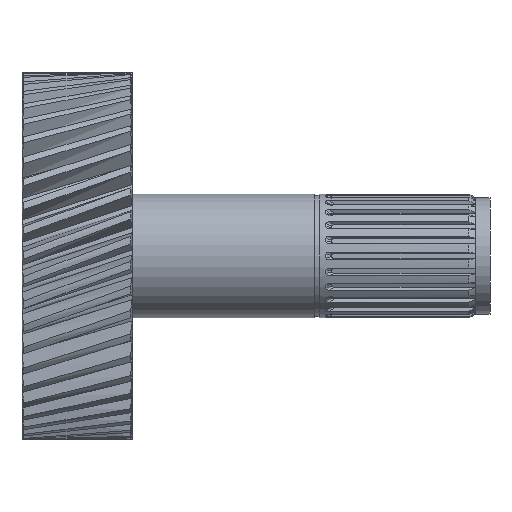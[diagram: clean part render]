
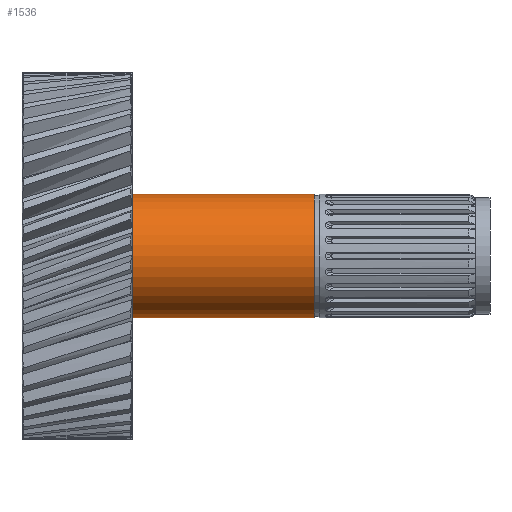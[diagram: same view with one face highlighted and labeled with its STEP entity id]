
A CAD part, left-side view. The second image highlights one B-rep face of the part: STEP entity #1536.
In plain terms, the highlighted cylindrical face has radius 25 mm (diameter 50 mm), a full revolution.
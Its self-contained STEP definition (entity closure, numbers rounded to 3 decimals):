
#1185=FACE_BOUND('',#3101,.T.);
#1186=FACE_BOUND('',#3102,.T.);
#1536=ADVANCED_FACE('',(#1185,#1186),#2111,.T.);
#2111=CYLINDRICAL_SURFACE('',#13060,25.);
#3101=EDGE_LOOP('',(#5804));
#3102=EDGE_LOOP('',(#5805));
#3897=CIRCLE('',#13058,25.);
#3898=CIRCLE('',#13059,25.);
#5804=ORIENTED_EDGE('',*,*,#10109,.T.);
#5805=ORIENTED_EDGE('',*,*,#10110,.F.);
#8540=VERTEX_POINT('',#17986);
#8541=VERTEX_POINT('',#17988);
#10109=EDGE_CURVE('',#8540,#8540,#3897,.T.);
#10110=EDGE_CURVE('',#8541,#8541,#3898,.T.);
#13058=AXIS2_PLACEMENT_3D('',#17985,#15271,#15272);
#13059=AXIS2_PLACEMENT_3D('',#17987,#15273,#15274);
#13060=AXIS2_PLACEMENT_3D('',#17989,#15275,#15276);
#15271=DIRECTION('',(0.,-1.,0.));
#15272=DIRECTION('',(0.,0.,1.));
#15273=DIRECTION('',(0.,-1.,0.));
#15274=DIRECTION('',(0.,0.,-1.));
#15275=DIRECTION('',(0.,1.,0.));
#15276=DIRECTION('',(0.,0.,1.));
#17985=CARTESIAN_POINT('',(0.,0.,0.));
#17986=CARTESIAN_POINT('',(0.,0.,25.));
#17987=CARTESIAN_POINT('',(0.,-73.5,0.));
#17988=CARTESIAN_POINT('',(0.,-73.5,-25.));
#17989=CARTESIAN_POINT('',(0.,0.,0.));
